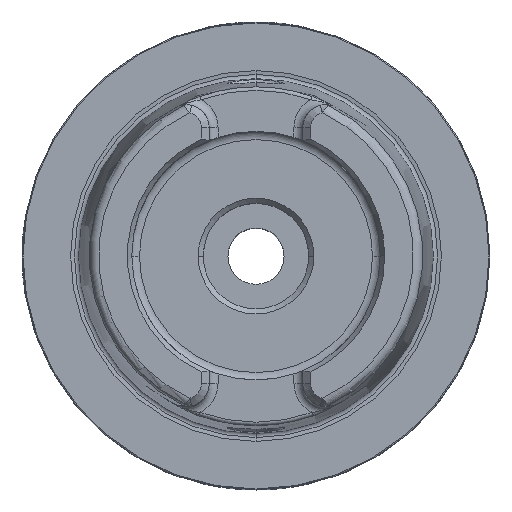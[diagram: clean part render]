
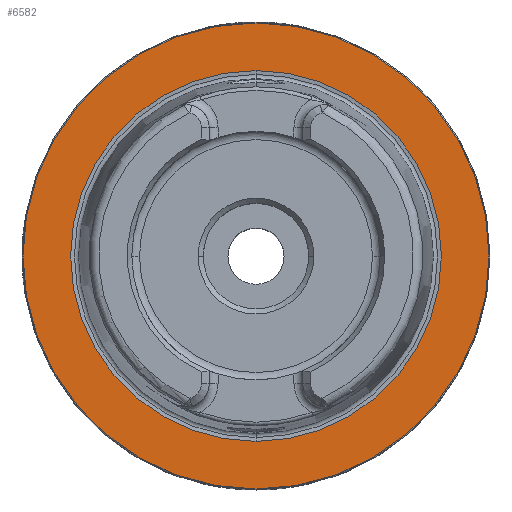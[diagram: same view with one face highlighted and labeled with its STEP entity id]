
A CAD part, top view. The second image highlights one B-rep face of the part: STEP entity #6582.
In plain terms, the highlighted planar face has unit normal (0, 0, 1).
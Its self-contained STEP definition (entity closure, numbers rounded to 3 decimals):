
#99 = CARTESIAN_POINT ( 'NONE',  ( 0., 39.59, 0. ) ) ;
#372 = DIRECTION ( 'NONE',  ( 0., 0., -1. ) ) ;
#617 = DIRECTION ( 'NONE',  ( 0., -1., 0. ) ) ;
#1687 = FACE_BOUND ( 'NONE', #6609, .T. ) ;
#1709 = ORIENTED_EDGE ( 'NONE', *, *, #4260, .T. ) ;
#2486 = CARTESIAN_POINT ( 'NONE',  ( 0., -49.765, 0. ) ) ;
#2824 = DIRECTION ( 'NONE',  ( 0., 0., -1. ) ) ;
#2856 = CARTESIAN_POINT ( 'NONE',  ( 0., 0., 0. ) ) ;
#3616 = AXIS2_PLACEMENT_3D ( 'NONE', #9064, #3961, #9926 ) ;
#3756 = ORIENTED_EDGE ( 'NONE', *, *, #7405, .T. ) ;
#3830 = DIRECTION ( 'NONE',  ( 0., -1., 0. ) ) ;
#3961 = DIRECTION ( 'NONE',  ( 0., 0., 1. ) ) ;
#4210 = AXIS2_PLACEMENT_3D ( 'NONE', #5764, #372, #6629 ) ;
#4227 = VERTEX_POINT ( 'NONE', #99 ) ;
#4260 = EDGE_CURVE ( 'NONE', #4227, #5350, #6815, .T. ) ;
#4398 = CARTESIAN_POINT ( 'NONE',  ( 0., 49.765, 0. ) ) ;
#4460 = FACE_OUTER_BOUND ( 'NONE', #10089, .T. ) ;
#4753 = VERTEX_POINT ( 'NONE', #2486 ) ;
#5076 = AXIS2_PLACEMENT_3D ( 'NONE', #2856, #8939, #3830 ) ;
#5312 = CIRCLE ( 'NONE', #8595, 49.765 ) ;
#5350 = VERTEX_POINT ( 'NONE', #10606 ) ;
#5692 = PLANE ( 'NONE',  #3616 ) ;
#5764 = CARTESIAN_POINT ( 'NONE',  ( 0., 0., 0. ) ) ;
#5979 = DIRECTION ( 'NONE',  ( 0., 0., 1. ) ) ;
#6151 = ORIENTED_EDGE ( 'NONE', *, *, #7263, .T. ) ;
#6582 = ADVANCED_FACE ( 'NONE', ( #4460, #1687 ), #5692, .T. ) ;
#6609 = EDGE_LOOP ( 'NONE', ( #6151, #1709 ) ) ;
#6629 = DIRECTION ( 'NONE',  ( 0., 1., 0. ) ) ;
#6815 = CIRCLE ( 'NONE', #8834, 39.59 ) ;
#7263 = EDGE_CURVE ( 'NONE', #5350, #4227, #8088, .T. ) ;
#7405 = EDGE_CURVE ( 'NONE', #10691, #4753, #5312, .T. ) ;
#8088 = CIRCLE ( 'NONE', #4210, 39.59 ) ;
#8092 = CARTESIAN_POINT ( 'NONE',  ( 0., 0., 0. ) ) ;
#8595 = AXIS2_PLACEMENT_3D ( 'NONE', #10958, #5979, #617 ) ;
#8834 = AXIS2_PLACEMENT_3D ( 'NONE', #8092, #2824, #8909 ) ;
#8909 = DIRECTION ( 'NONE',  ( 0., 1., 0. ) ) ;
#8939 = DIRECTION ( 'NONE',  ( 0., 0., 1. ) ) ;
#9064 = CARTESIAN_POINT ( 'NONE',  ( 0., 49.965, 0. ) ) ;
#9191 = EDGE_CURVE ( 'NONE', #4753, #10691, #9818, .T. ) ;
#9445 = ORIENTED_EDGE ( 'NONE', *, *, #9191, .T. ) ;
#9818 = CIRCLE ( 'NONE', #5076, 49.765 ) ;
#9926 = DIRECTION ( 'NONE',  ( 0., -1., 0. ) ) ;
#10089 = EDGE_LOOP ( 'NONE', ( #9445, #3756 ) ) ;
#10606 = CARTESIAN_POINT ( 'NONE',  ( 0., -39.59, 0. ) ) ;
#10691 = VERTEX_POINT ( 'NONE', #4398 ) ;
#10958 = CARTESIAN_POINT ( 'NONE',  ( 0., 0., 0. ) ) ;
